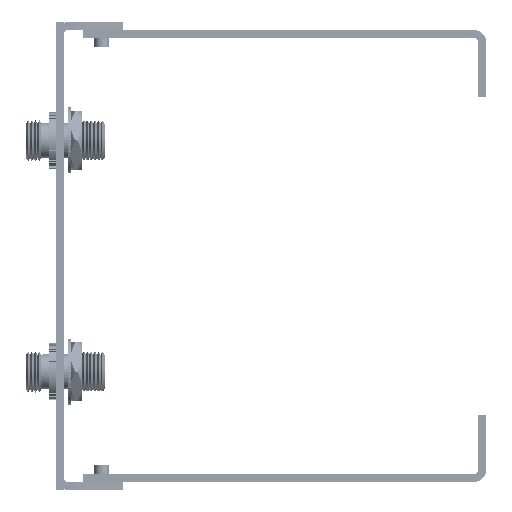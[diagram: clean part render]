
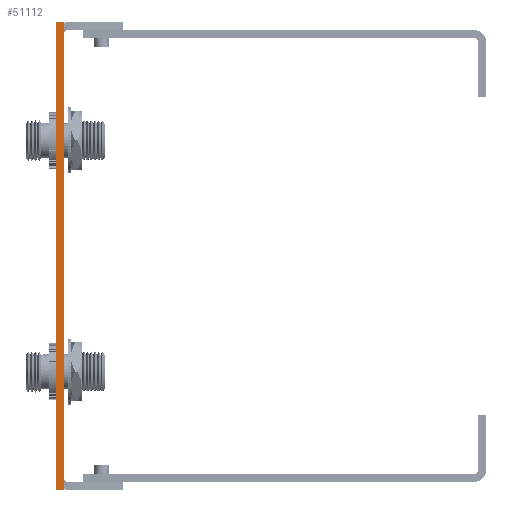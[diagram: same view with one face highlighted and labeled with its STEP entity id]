
A CAD part, left-side view. The second image highlights one B-rep face of the part: STEP entity #51112.
In plain terms, the highlighted planar face has unit normal (-1, 0, 0).
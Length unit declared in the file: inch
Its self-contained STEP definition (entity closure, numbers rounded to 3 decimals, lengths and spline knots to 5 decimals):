
#2203 = CARTESIAN_POINT ( 'NONE',  ( -9.5, 0.06, 1.74 ) ) ;
#2385 = EDGE_LOOP ( 'NONE', ( #56898, #58965, #65719, #67860 ) ) ;
#8046 = VERTEX_POINT ( 'NONE', #2203 ) ;
#11788 = VECTOR ( 'NONE', #58165, 39.37008 ) ;
#16272 = DIRECTION ( 'NONE',  ( -1., 0., 0. ) ) ;
#18685 = VERTEX_POINT ( 'NONE', #78300 ) ;
#19901 = CARTESIAN_POINT ( 'NONE',  ( -9.5, -38.63213, 1.74 ) ) ;
#24863 = VERTEX_POINT ( 'NONE', #62248 ) ;
#26653 = DIRECTION ( 'NONE',  ( 0., 0., 1. ) ) ;
#33698 = EDGE_CURVE ( 'NONE', #78615, #8046, #66531, .T. ) ;
#34710 = CARTESIAN_POINT ( 'NONE',  ( -9.5, 0.06, -1.74 ) ) ;
#36810 = AXIS2_PLACEMENT_3D ( 'NONE', #54786, #16272, #61218 ) ;
#42991 = LINE ( 'NONE', #71491, #56131 ) ;
#45755 = DIRECTION ( 'NONE',  ( 0., 1., 0. ) ) ;
#46167 = EDGE_CURVE ( 'NONE', #18685, #8046, #78166, .T. ) ;
#47733 = EDGE_CURVE ( 'NONE', #24863, #78615, #60999, .T. ) ;
#49489 = VECTOR ( 'NONE', #77745, 39.37008 ) ;
#51112 = ADVANCED_FACE ( 'NONE', ( #62229 ), #73349, .T. ) ;
#54786 = CARTESIAN_POINT ( 'NONE',  ( -9.5, -38.63213, 1.74 ) ) ;
#56131 = VECTOR ( 'NONE', #26653, 39.37008 ) ;
#56898 = ORIENTED_EDGE ( 'NONE', *, *, #33698, .F. ) ;
#58165 = DIRECTION ( 'NONE',  ( 0., 1., 0. ) ) ;
#58965 = ORIENTED_EDGE ( 'NONE', *, *, #47733, .F. ) ;
#60999 = LINE ( 'NONE', #70624, #11788 ) ;
#61218 = DIRECTION ( 'NONE',  ( 0., 0., 1. ) ) ;
#62229 = FACE_OUTER_BOUND ( 'NONE', #2385, .T. ) ;
#62248 = CARTESIAN_POINT ( 'NONE',  ( -9.5, 0., -1.74 ) ) ;
#65719 = ORIENTED_EDGE ( 'NONE', *, *, #72721, .T. ) ;
#66531 = LINE ( 'NONE', #70893, #49489 ) ;
#67860 = ORIENTED_EDGE ( 'NONE', *, *, #46167, .T. ) ;
#70624 = CARTESIAN_POINT ( 'NONE',  ( -9.5, -38.63213, -1.74 ) ) ;
#70893 = CARTESIAN_POINT ( 'NONE',  ( -9.5, 0.06, 1.74 ) ) ;
#71491 = CARTESIAN_POINT ( 'NONE',  ( -9.5, 0., 1.74 ) ) ;
#72721 = EDGE_CURVE ( 'NONE', #24863, #18685, #42991, .T. ) ;
#73349 = PLANE ( 'NONE',  #36810 ) ;
#76235 = VECTOR ( 'NONE', #45755, 39.37008 ) ;
#77745 = DIRECTION ( 'NONE',  ( 0., 0., 1. ) ) ;
#78166 = LINE ( 'NONE', #19901, #76235 ) ;
#78300 = CARTESIAN_POINT ( 'NONE',  ( -9.5, 0., 1.74 ) ) ;
#78615 = VERTEX_POINT ( 'NONE', #34710 ) ;
